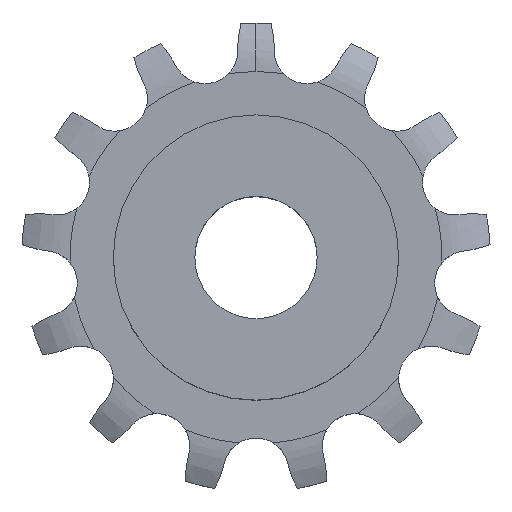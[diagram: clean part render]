
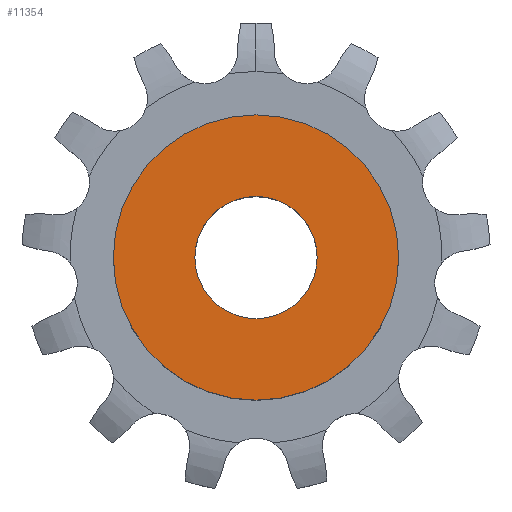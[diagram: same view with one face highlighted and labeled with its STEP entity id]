
A CAD part, top view. The second image highlights one B-rep face of the part: STEP entity #11354.
In plain terms, the highlighted planar face has unit normal (0, 0, 1).
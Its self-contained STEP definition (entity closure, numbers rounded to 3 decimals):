
#2351 = CYLINDRICAL_SURFACE('',#2352,3.);
#2352 = AXIS2_PLACEMENT_3D('',#2353,#2354,#2355);
#2353 = CARTESIAN_POINT('',(0.,0.,5000.));
#2354 = DIRECTION('',(0.,0.,1.));
#2355 = DIRECTION('',(1.,0.,-0.));
#3933 = CYLINDRICAL_SURFACE('',#3934,7.);
#3934 = AXIS2_PLACEMENT_3D('',#3935,#3936,#3937);
#3935 = CARTESIAN_POINT('',(0.,0.,0.));
#3936 = DIRECTION('',(-0.,-0.,-1.));
#3937 = DIRECTION('',(1.,0.,0.));
#9129 = EDGE_CURVE('',#9130,#9130,#9132,.T.);
#9130 = VERTEX_POINT('',#9131);
#9131 = CARTESIAN_POINT('',(3.,0.,8.85));
#9132 = SURFACE_CURVE('',#9133,(#9138,#9145),.PCURVE_S1.);
#9133 = CIRCLE('',#9134,3.);
#9134 = AXIS2_PLACEMENT_3D('',#9135,#9136,#9137);
#9135 = CARTESIAN_POINT('',(0.,0.,8.85));
#9136 = DIRECTION('',(0.,0.,1.));
#9137 = DIRECTION('',(1.,0.,-0.));
#9138 = PCURVE('',#2351,#9139);
#9139 = DEFINITIONAL_REPRESENTATION('',(#9140),#9144);
#9140 = LINE('',#9141,#9142);
#9141 = CARTESIAN_POINT('',(0.,-4991.15));
#9142 = VECTOR('',#9143,1.);
#9143 = DIRECTION('',(1.,0.));
#9144 = ( GEOMETRIC_REPRESENTATION_CONTEXT(2) 
PARAMETRIC_REPRESENTATION_CONTEXT() REPRESENTATION_CONTEXT('2D SPACE',''
  ) );
#9145 = PCURVE('',#9146,#9151);
#9146 = PLANE('',#9147);
#9147 = AXIS2_PLACEMENT_3D('',#9148,#9149,#9150);
#9148 = CARTESIAN_POINT('',(0.,0.,8.85));
#9149 = DIRECTION('',(0.,0.,1.));
#9150 = DIRECTION('',(0.,-1.,0.));
#9151 = DEFINITIONAL_REPRESENTATION('',(#9152),#9156);
#9152 = CIRCLE('',#9153,3.);
#9153 = AXIS2_PLACEMENT_2D('',#9154,#9155);
#9154 = CARTESIAN_POINT('',(0.,0.));
#9155 = DIRECTION('',(0.,1.));
#9156 = ( GEOMETRIC_REPRESENTATION_CONTEXT(2) 
PARAMETRIC_REPRESENTATION_CONTEXT() REPRESENTATION_CONTEXT('2D SPACE',''
  ) );
#10578 = VERTEX_POINT('',#10579);
#10579 = CARTESIAN_POINT('',(7.,0.,8.85));
#10600 = EDGE_CURVE('',#10578,#10578,#10601,.T.);
#10601 = SURFACE_CURVE('',#10602,(#10607,#10614),.PCURVE_S1.);
#10602 = CIRCLE('',#10603,7.);
#10603 = AXIS2_PLACEMENT_3D('',#10604,#10605,#10606);
#10604 = CARTESIAN_POINT('',(0.,0.,8.85));
#10605 = DIRECTION('',(0.,0.,1.));
#10606 = DIRECTION('',(1.,0.,0.));
#10607 = PCURVE('',#3933,#10608);
#10608 = DEFINITIONAL_REPRESENTATION('',(#10609),#10613);
#10609 = LINE('',#10610,#10611);
#10610 = CARTESIAN_POINT('',(-0.,-8.85));
#10611 = VECTOR('',#10612,1.);
#10612 = DIRECTION('',(-1.,0.));
#10613 = ( GEOMETRIC_REPRESENTATION_CONTEXT(2) 
PARAMETRIC_REPRESENTATION_CONTEXT() REPRESENTATION_CONTEXT('2D SPACE',''
  ) );
#10614 = PCURVE('',#9146,#10615);
#10615 = DEFINITIONAL_REPRESENTATION('',(#10616),#10620);
#10616 = CIRCLE('',#10617,7.);
#10617 = AXIS2_PLACEMENT_2D('',#10618,#10619);
#10618 = CARTESIAN_POINT('',(0.,0.));
#10619 = DIRECTION('',(0.,1.));
#10620 = ( GEOMETRIC_REPRESENTATION_CONTEXT(2) 
PARAMETRIC_REPRESENTATION_CONTEXT() REPRESENTATION_CONTEXT('2D SPACE',''
  ) );
#11354 = ADVANCED_FACE('',(#11355,#11358),#9146,.T.);
#11355 = FACE_BOUND('',#11356,.T.);
#11356 = EDGE_LOOP('',(#11357));
#11357 = ORIENTED_EDGE('',*,*,#10600,.T.);
#11358 = FACE_BOUND('',#11359,.T.);
#11359 = EDGE_LOOP('',(#11360));
#11360 = ORIENTED_EDGE('',*,*,#9129,.F.);
